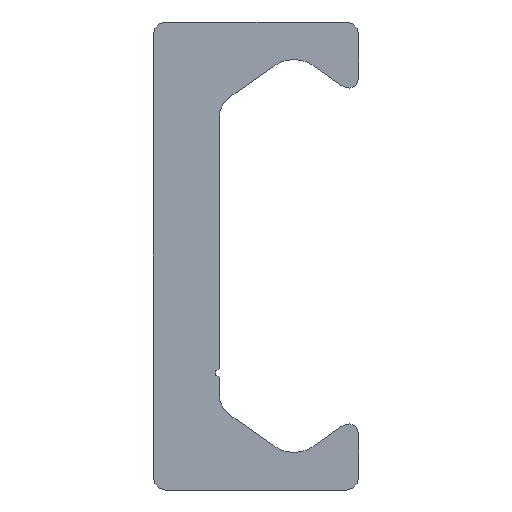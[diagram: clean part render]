
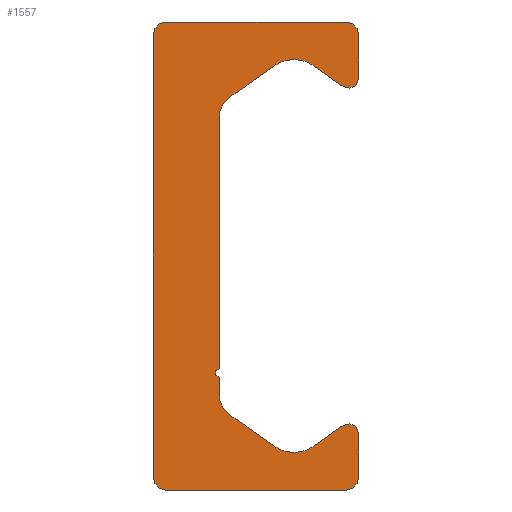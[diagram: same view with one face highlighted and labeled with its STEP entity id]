
A CAD part, left-side view. The second image highlights one B-rep face of the part: STEP entity #1557.
In plain terms, the highlighted planar face has unit normal (-1, 0, 0).
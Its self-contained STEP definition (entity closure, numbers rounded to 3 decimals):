
#756=CARTESIAN_POINT('',(0.0,5.4,-14.));
#757=VERTEX_POINT('',#756);
#764=CARTESIAN_POINT('',(0.0,6.15,-13.25));
#765=VERTEX_POINT('',#764);
#766=CARTESIAN_POINT('',(0.0,5.4,-13.25));
#767=DIRECTION('',(1.0,0.0,0.0));
#768=DIRECTION('',(0.0,0.0,-1.0));
#769=AXIS2_PLACEMENT_3D('',#766,#767,#768);
#770=CIRCLE('',#769,0.75);
#771=EDGE_CURVE('',#757,#765,#770,.T.);
#795=CARTESIAN_POINT('',(0.0,-5.4,-14.));
#796=VERTEX_POINT('',#795);
#803=CARTESIAN_POINT('',(0.0,-5.4,-14.));
#804=DIRECTION('',(0.0,1.0,0.0));
#805=VECTOR('',#804,10.8);
#806=LINE('',#803,#805);
#807=EDGE_CURVE('',#796,#757,#806,.T.);
#827=CARTESIAN_POINT('',(0.0,-6.15,-13.25));
#828=VERTEX_POINT('',#827);
#835=CARTESIAN_POINT('',(0.0,-5.4,-13.25));
#836=DIRECTION('',(1.0,0.0,0.0));
#837=DIRECTION('',(0.0,-1.0,0.0));
#838=AXIS2_PLACEMENT_3D('',#835,#836,#837);
#839=CIRCLE('',#838,0.75);
#840=EDGE_CURVE('',#828,#796,#839,.T.);
#859=CARTESIAN_POINT('',(0.0,-6.15,-10.63));
#860=VERTEX_POINT('',#859);
#867=CARTESIAN_POINT('',(0.0,-6.15,-10.63));
#868=DIRECTION('',(0.0,0.0,-1.0));
#869=VECTOR('',#868,2.62);
#870=LINE('',#867,#869);
#871=EDGE_CURVE('',#860,#828,#870,.T.);
#891=CARTESIAN_POINT('',(0.0,-5.206,-10.139));
#892=VERTEX_POINT('',#891);
#899=CARTESIAN_POINT('',(0.0,-5.55,-10.63));
#900=DIRECTION('',(1.0,0.0,0.0));
#901=DIRECTION('',(0.0,0.574,0.819));
#902=AXIS2_PLACEMENT_3D('',#899,#900,#901);
#903=CIRCLE('',#902,0.6);
#904=EDGE_CURVE('',#892,#860,#903,.T.);
#923=CARTESIAN_POINT('',(0.0,-3.417,-11.391));
#924=VERTEX_POINT('',#923);
#931=CARTESIAN_POINT('',(0.0,-3.417,-11.391));
#932=DIRECTION('',(0.0,-0.819,0.574));
#933=VECTOR('',#932,2.184);
#934=LINE('',#931,#933);
#935=EDGE_CURVE('',#924,#892,#934,.T.);
#955=CARTESIAN_POINT('',(0.0,-1.123,-11.391));
#956=VERTEX_POINT('',#955);
#963=CARTESIAN_POINT('',(0.0,-2.27,-9.753));
#964=DIRECTION('',(-1.0,0.0,0.0));
#965=DIRECTION('',(0.0,0.574,0.819));
#966=AXIS2_PLACEMENT_3D('',#963,#964,#965);
#967=CIRCLE('',#966,2.0);
#968=EDGE_CURVE('',#956,#924,#967,.T.);
#987=CARTESIAN_POINT('',(0.0,1.56,-9.512));
#988=VERTEX_POINT('',#987);
#995=CARTESIAN_POINT('',(0.0,1.56,-9.512));
#996=DIRECTION('',(0.0,-0.819,-0.574));
#997=VECTOR('',#996,3.276);
#998=LINE('',#995,#997);
#999=EDGE_CURVE('',#988,#956,#998,.T.);
#1019=CARTESIAN_POINT('',(0.0,2.2,-8.283));
#1020=VERTEX_POINT('',#1019);
#1027=CARTESIAN_POINT('',(0.0,0.7,-8.283));
#1028=DIRECTION('',(-1.0,0.0,0.0));
#1029=DIRECTION('',(0.0,-0.574,0.819));
#1030=AXIS2_PLACEMENT_3D('',#1027,#1028,#1029);
#1031=CIRCLE('',#1030,1.5);
#1032=EDGE_CURVE('',#1020,#988,#1031,.T.);
#1051=CARTESIAN_POINT('',(0.0,2.2,-7.25));
#1052=VERTEX_POINT('',#1051);
#1059=CARTESIAN_POINT('',(0.0,2.2,-7.25));
#1060=DIRECTION('',(0.0,0.0,-1.0));
#1061=VECTOR('',#1060,1.033);
#1062=LINE('',#1059,#1061);
#1063=EDGE_CURVE('',#1052,#1020,#1062,.T.);
#1083=CARTESIAN_POINT('',(0.0,2.2,-6.75));
#1084=VERTEX_POINT('',#1083);
#1091=CARTESIAN_POINT('',(0.0,2.2,-7.));
#1092=DIRECTION('',(-1.0,0.0,0.0));
#1093=DIRECTION('',(0.0,0.0,1.0));
#1094=AXIS2_PLACEMENT_3D('',#1091,#1092,#1093);
#1095=CIRCLE('',#1094,0.25);
#1096=EDGE_CURVE('',#1084,#1052,#1095,.T.);
#1115=CARTESIAN_POINT('',(0.0,2.2,8.283));
#1116=VERTEX_POINT('',#1115);
#1123=CARTESIAN_POINT('',(0.0,2.2,8.283));
#1124=DIRECTION('',(0.0,0.0,-1.0));
#1125=VECTOR('',#1124,15.033);
#1126=LINE('',#1123,#1125);
#1127=EDGE_CURVE('',#1116,#1084,#1126,.T.);
#1189=CARTESIAN_POINT('',(0.0,1.56,9.512));
#1190=VERTEX_POINT('',#1189);
#1197=CARTESIAN_POINT('',(0.0,0.7,8.283));
#1198=DIRECTION('',(-1.0,0.0,0.0));
#1199=DIRECTION('',(0.0,-1.0,0.0));
#1200=AXIS2_PLACEMENT_3D('',#1197,#1198,#1199);
#1201=CIRCLE('',#1200,1.5);
#1202=EDGE_CURVE('',#1190,#1116,#1201,.T.);
#1221=CARTESIAN_POINT('',(0.0,-1.123,11.391));
#1222=VERTEX_POINT('',#1221);
#1229=CARTESIAN_POINT('',(0.0,-1.123,11.391));
#1230=DIRECTION('',(0.0,0.819,-0.574));
#1231=VECTOR('',#1230,3.276);
#1232=LINE('',#1229,#1231);
#1233=EDGE_CURVE('',#1222,#1190,#1232,.T.);
#1253=CARTESIAN_POINT('',(0.0,-3.417,11.391));
#1254=VERTEX_POINT('',#1253);
#1261=CARTESIAN_POINT('',(0.0,-2.27,9.753));
#1262=DIRECTION('',(-1.0,0.0,0.0));
#1263=DIRECTION('',(0.0,-0.574,-0.819));
#1264=AXIS2_PLACEMENT_3D('',#1261,#1262,#1263);
#1265=CIRCLE('',#1264,2.0);
#1266=EDGE_CURVE('',#1254,#1222,#1265,.T.);
#1285=CARTESIAN_POINT('',(0.0,-5.206,10.139));
#1286=VERTEX_POINT('',#1285);
#1293=CARTESIAN_POINT('',(0.0,-5.206,10.139));
#1294=DIRECTION('',(0.0,0.819,0.574));
#1295=VECTOR('',#1294,2.184);
#1296=LINE('',#1293,#1295);
#1297=EDGE_CURVE('',#1286,#1254,#1296,.T.);
#1317=CARTESIAN_POINT('',(0.0,-6.15,10.63));
#1318=VERTEX_POINT('',#1317);
#1325=CARTESIAN_POINT('',(0.0,-5.55,10.63));
#1326=DIRECTION('',(1.0,0.0,0.0));
#1327=DIRECTION('',(0.0,-1.0,0.0));
#1328=AXIS2_PLACEMENT_3D('',#1325,#1326,#1327);
#1329=CIRCLE('',#1328,0.6);
#1330=EDGE_CURVE('',#1318,#1286,#1329,.T.);
#1349=CARTESIAN_POINT('',(0.0,-6.15,13.25));
#1350=VERTEX_POINT('',#1349);
#1357=CARTESIAN_POINT('',(0.0,-6.15,13.25));
#1358=DIRECTION('',(0.0,0.0,-1.0));
#1359=VECTOR('',#1358,2.62);
#1360=LINE('',#1357,#1359);
#1361=EDGE_CURVE('',#1350,#1318,#1360,.T.);
#1381=CARTESIAN_POINT('',(0.0,-5.4,14.));
#1382=VERTEX_POINT('',#1381);
#1389=CARTESIAN_POINT('',(0.0,-5.4,13.25));
#1390=DIRECTION('',(1.0,0.0,0.0));
#1391=DIRECTION('',(0.0,0.0,1.0));
#1392=AXIS2_PLACEMENT_3D('',#1389,#1390,#1391);
#1393=CIRCLE('',#1392,0.75);
#1394=EDGE_CURVE('',#1382,#1350,#1393,.T.);
#1413=CARTESIAN_POINT('',(0.0,5.4,14.));
#1414=VERTEX_POINT('',#1413);
#1421=CARTESIAN_POINT('',(0.0,5.4,14.));
#1422=DIRECTION('',(0.0,-1.0,0.0));
#1423=VECTOR('',#1422,10.8);
#1424=LINE('',#1421,#1423);
#1425=EDGE_CURVE('',#1414,#1382,#1424,.T.);
#1445=CARTESIAN_POINT('',(0.0,6.15,13.25));
#1446=VERTEX_POINT('',#1445);
#1453=CARTESIAN_POINT('',(0.0,5.4,13.25));
#1454=DIRECTION('',(1.0,0.0,0.0));
#1455=DIRECTION('',(0.0,1.0,0.0));
#1456=AXIS2_PLACEMENT_3D('',#1453,#1454,#1455);
#1457=CIRCLE('',#1456,0.75);
#1458=EDGE_CURVE('',#1446,#1414,#1457,.T.);
#1476=CARTESIAN_POINT('',(0.0,6.15,-13.25));
#1477=DIRECTION('',(0.0,0.0,1.0));
#1478=VECTOR('',#1477,26.5);
#1479=LINE('',#1476,#1478);
#1480=EDGE_CURVE('',#765,#1446,#1479,.T.);
#1528=CARTESIAN_POINT('',(0.0,1.352,-0.021));
#1529=DIRECTION('',(1.0,0.0,0.0));
#1530=DIRECTION('',(0.0,0.0,-1.0));
#1531=AXIS2_PLACEMENT_3D('',#1528,#1529,#1530);
#1532=PLANE('',#1531);
#1533=ORIENTED_EDGE('',*,*,#1480,.F.);
#1534=ORIENTED_EDGE('',*,*,#771,.F.);
#1535=ORIENTED_EDGE('',*,*,#807,.F.);
#1536=ORIENTED_EDGE('',*,*,#840,.F.);
#1537=ORIENTED_EDGE('',*,*,#871,.F.);
#1538=ORIENTED_EDGE('',*,*,#904,.F.);
#1539=ORIENTED_EDGE('',*,*,#935,.F.);
#1540=ORIENTED_EDGE('',*,*,#968,.F.);
#1541=ORIENTED_EDGE('',*,*,#999,.F.);
#1542=ORIENTED_EDGE('',*,*,#1032,.F.);
#1543=ORIENTED_EDGE('',*,*,#1063,.F.);
#1544=ORIENTED_EDGE('',*,*,#1096,.F.);
#1545=ORIENTED_EDGE('',*,*,#1127,.F.);
#1546=ORIENTED_EDGE('',*,*,#1202,.F.);
#1547=ORIENTED_EDGE('',*,*,#1233,.F.);
#1548=ORIENTED_EDGE('',*,*,#1266,.F.);
#1549=ORIENTED_EDGE('',*,*,#1297,.F.);
#1550=ORIENTED_EDGE('',*,*,#1330,.F.);
#1551=ORIENTED_EDGE('',*,*,#1361,.F.);
#1552=ORIENTED_EDGE('',*,*,#1394,.F.);
#1553=ORIENTED_EDGE('',*,*,#1425,.F.);
#1554=ORIENTED_EDGE('',*,*,#1458,.F.);
#1555=EDGE_LOOP('',(#1533,#1534,#1535,#1536,#1537,#1538,#1539,#1540,#1541,#1542,#1543,#1544,#1545,#1546,#1547,#1548,#1549,#1550,#1551,#1552,#1553,#1554));
#1556=FACE_OUTER_BOUND('',#1555,.T.);
#1557=ADVANCED_FACE('',(#1556),#1532,.F.);
